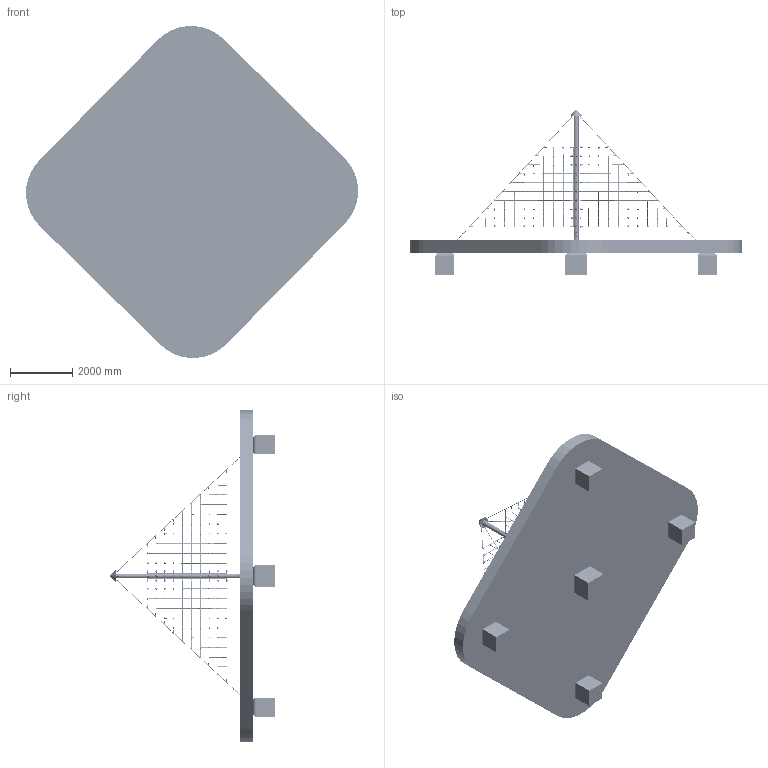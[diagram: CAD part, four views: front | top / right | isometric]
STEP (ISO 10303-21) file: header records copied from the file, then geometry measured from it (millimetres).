
FILE_DESCRIPTION (( 'STEP AP203' ), '1' );
FILE_NAME ('4640-1_01..STEP', '2017-10-25T06:19:15', ( '' ), ( '' ), 'SwSTEP 2.0', 'SolidWorks 2016', '' );
FILE_SCHEMA (( 'CONFIG_CONTROL_DESIGN' ));
Length unit declared in the file: metre
Products named in the file (48): DIN 6916-17_DIN 6916-17; 8 Schäkel geschweiftX-Pyramide SeilweltenX-Pyramide-Seilwelten-Katalog-1; 7er KetteX-Pyramide SeilweltenX-Pyramide-Seilwelten-Katalog-1_Standard<Wie bearbeitet>; Spannschloss Teil IX-Pyramide SeilweltenX-Pyramide-Seilwelten-Katalog-1; Rohr f黵 das Mittelfundament; DIN EN ISO 10513 - M16x1.5 - N_DIN EN ISO 10513 - M16x1.5 - N; 70-02 - T-Stück festX-Pyramide SeilweltenX-Pyramide-Seilwelten-Katalog-1; 457-04 - PE KauscheX-Pyramide SeilweltenX-Pyramide-Seilwelten-Katalog-1; Spannschloss Teil IIX-Pyramide SeilweltenX-Pyramide-Seilwelten-Katalog-1; SicherheitsbereichX-Pyramide SeilweltenX-Pyramide-Seilwelten-Katalog-1; Ankerplatte 500 x 500 mm; Gewindebolzen 210 mm; Knotenkugel-ohneX-Pyramide SeilweltenX-Pyramide-Seilwelten-Katalog-1; SpannseilX-Pyramide SeilweltenX-Pyramide-Seilwelten-Katalog-1_Standard<Wie bearbeitet>; hex bolt gradeab_din_ISO 4014 - M10 x 50 x 26-N; Stahlmast 6,0mX-Pyramide SeilweltenX-Pyramide-Seilwelten-Katalog-1; Mittel-Fundament 4640_1; Schwarze Abdeckkappe f黵 Mutter M16; Abdeckhaube Ø 370 mm, 180 mm hoch cheops midiX-Pyramide SeilweltenX-Pyramide-Seilwelten-Katalog-1; Querseil 01X-Pyramide SeilweltenX-Pyramide-Seilwelten-Katalog-1_Standard<Wie bearbeitet>; hex nut style 1 gradeab_din_Hexagon Nut ISO 4032 - M10 - D - N; Kopfplatte X-Pyramide SeilweltenX-Pyramide-Seilwelten-Katalog-1; 7er Kette_1x_Standard<Wie bearbeitet>; Bew. T-Stück Querträger-; Sicherheitsbereich X-Pyramide MaxiX-Pyramide-Seilwelten-Katalog-1; QuerseileX-Pyramide SeilweltenX-Pyramide-Seilwelten-Katalog-1_Standard<Wie bearbeitet>; hex nut style 1 gradeab_din_Hexagon Nut ISO 4032 - M12 - D - N; Ringmutter M16 RaumnetzeX-Pyramide SeilweltenX-Pyramide-Seilwelten-Katalog-1; Bew. T-Stück Längsträger-; DIN 6797-A13_DIN 6797-A13; Senkrechte SeileX-Pyramide SeilweltenX-Pyramide-Seilwelten-Katalog-1_Standard<Wie bearbeitet>; 35-12-1478 - Spannschloss M12X-Pyramide SeilweltenX-Pyramide-Seilwelten-Katalog-1; Fundament600x600x400X-Pyramide SeilweltenX-Pyramide-Seilwelten-Katalog-1; 7er Kette_Standard<Wie bearbeitet>; pan head cross recess screw_-din_ISO 7045 - M6 x 35 - Z --- 35N; hex screw gradeab fine_din_ISO 8676 - M12x1.5 x 25-N; Unteres QuerseilX-Pyramide SeilweltenX-Pyramide-Seilwelten-Katalog-1_Standard<Wie bearbeitet>; prevailing torque nut style 2_ din_DIN EN ISO 7042 - M6 - N; Hexagon Nut ISO 8674 - M16 x 1.5 - W - N_Hexagon Nut ISO 8674 - M16 x 1.5 - W - N; LascheX-Pyramide SeilweltenX-Pyramide-Seilwelten-Katalog-1 ...
Assembly tree (481 placements, depth 3):
  SicherheitsbereichX-Pyramide SeilweltenX-Pyramide-Seilwelten-Katalog-1
  Fundament600x600x400X-Pyramide SeilweltenX-Pyramide-Seilwelten-Katalog-1
  7er KetteX-Pyramide SeilweltenX-Pyramide-Seilwelten-Katalog-1_Standard<Wie bearbeitet>
  4640-1_01.
    Stahlmast 6,0mX-Pyramide SeilweltenX-Pyramide-Seilwelten-Katalog-1
    Kopfplatte X-Pyramide SeilweltenX-Pyramide-Seilwelten-Katalog-1
    Ringmutter M16 RaumnetzeX-Pyramide SeilweltenX-Pyramide-Seilwelten-Katalog-1  x4
    7er KetteX-Pyramide SeilweltenX-Pyramide-Seilwelten-Katalog-1_Standard<Wie bearbeitet>
    35-12-1478 - Spannschloss M12X-Pyramide SeilweltenX-Pyramide-Seilwelten-Katalog-1  x7
      Spannschloss Teil IX-Pyramide SeilweltenX-Pyramide-Seilwelten-Katalog-1
      Spannschloss Teil IIX-Pyramide SeilweltenX-Pyramide-Seilwelten-Katalog-1
      hex bolt gradeab_din_ISO 4014 - M10 x 50 x 26-N
      hex nut style 1 gradeab_din_Hexagon Nut ISO 4032 - M10 - D - N
      hex nut style 1 gradeab_din_Hexagon Nut ISO 4032 - M12 - D - N
    7er KetteX-Pyramide SeilweltenX-Pyramide-Seilwelten-Katalog-1_Standard<Wie bearbeitet>
    7er KetteX-Pyramide SeilweltenX-Pyramide-Seilwelten-Katalog-1_Standard<Wie bearbeitet>
    7er KetteX-Pyramide SeilweltenX-Pyramide-Seilwelten-Katalog-1_Standard<Wie bearbeitet>
    457-04 - PE KauscheX-Pyramide SeilweltenX-Pyramide-Seilwelten-Katalog-1  x48
    SpannseilX-Pyramide SeilweltenX-Pyramide-Seilwelten-Katalog-1_Standard<Wie bearbeitet>  x4
    Querseil 01X-Pyramide SeilweltenX-Pyramide-Seilwelten-Katalog-1_Standard<Wie bearbeitet>  x4
    QuerseileX-Pyramide SeilweltenX-Pyramide-Seilwelten-Katalog-1_Standard<Wie bearbeitet>  x4
    Senkrechte SeileX-Pyramide SeilweltenX-Pyramide-Seilwelten-Katalog-1_Standard<Wie bearbeitet>  x4
    Unteres QuerseilX-Pyramide SeilweltenX-Pyramide-Seilwelten-Katalog-1_Standard<Wie bearbeitet>  x4
    LascheX-Pyramide SeilweltenX-Pyramide-Seilwelten-Katalog-1  x4
    8 Schäkel geschweiftX-Pyramide SeilweltenX-Pyramide-Seilwelten-Katalog-1  x40
    70-02 - T-Stück festX-Pyramide SeilweltenX-Pyramide-Seilwelten-Katalog-1  x72
    Knotenkugel-ohneX-Pyramide SeilweltenX-Pyramide-Seilwelten-Katalog-1  x160
    Abdeckhaube Ø 370 mm, 180 mm hoch cheops midiX-Pyramide SeilweltenX-Pyramide-Seilwelten-Katalog-1
    Sicherheitsbereich X-Pyramide MaxiX-Pyramide-Seilwelten-Katalog-1
    DIN 6797-A13_DIN 6797-A13  x4
    hex screw gradeab fine_din_ISO 8676 - M12x1.5 x 25-N  x4
    Hexagon Nut ISO 8674 - M16 x 1.5 - W - N_Hexagon Nut ISO 8674 - M16 x 1.5 - W - N
    DIN 6916-17_DIN 6916-17
    DIN EN ISO 10513 - M16x1.5 - N_DIN EN ISO 10513 - M16x1.5 - N
    Gewindebolzen 210 mm
    Schwarze Abdeckkappe f黵 Mutter M16
    70-01-016 - Bewegliches T-Stück2-  x41
      Bew. T-Stück Querträger-
      Bew. T-Stück Längsträger-
      pan head cross recess screw_-din_ISO 7045 - M6 x 35 - Z --- 35N
      prevailing torque nut style 2_ din_DIN EN ISO 7042 - M6 - N
    Rohr f黵 das Mittelfundament
    Ankerplatte 500 x 500 mm
    Mittel-Fundament 4640_1
    7er Kette_1x_Standard<Wie bearbeitet>  x4
    7er KetteX-Pyramide SeilweltenX-Pyramide-Seilwelten-Katalog-1_Standard<Wie bearbeitet>  x20
    7er Kette_Standard<Wie bearbeitet>  x20
    Fundament600x600x400X-Pyramide SeilweltenX-Pyramide-Seilwelten-Katalog-1  x4
Bounding box: 10687.52 x 5328 x 10683.03 mm (x, y, z)
Volume: 29096282229.9 mm3; surface area: 188608164.4 mm2
Topology: 1538 solids, 1538 shells, 36780 faces, 92055 edges, 56876 vertices
Faces by surface type: plane 13638, cylinder 10136, torus 6438, cone 3630, bspline 2536, sphere 402
Entity records: 90537 total; most frequent: CARTESIAN_POINT 29331, DIRECTION 9817, ORIENTED_EDGE 8748, EDGE_CURVE 4374, AXIS2_PLACEMENT_3D 4123, VERTEX_POINT 2757, EDGE_LOOP 2075, FACE_OUTER_BOUND 1930
